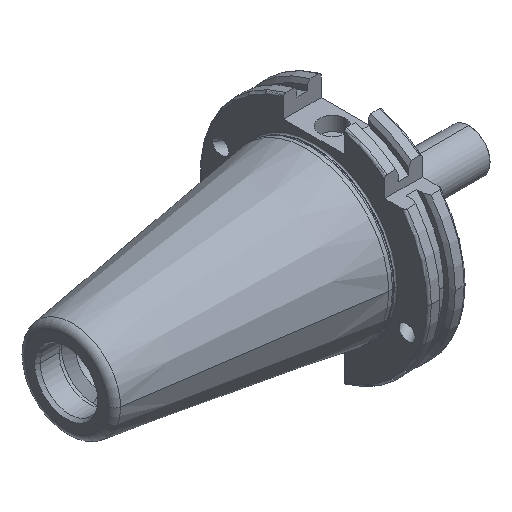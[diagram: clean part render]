
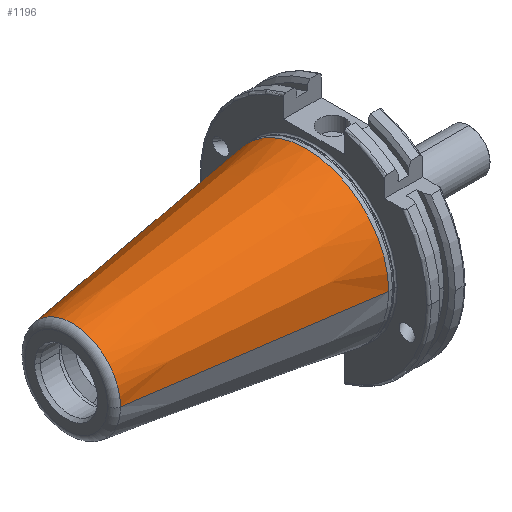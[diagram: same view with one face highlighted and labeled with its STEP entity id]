
A CAD part, isometric view. The second image highlights one B-rep face of the part: STEP entity #1196.
In plain terms, the highlighted conical face has half-angle 8.297 degrees and reference radius 34.925 mm.
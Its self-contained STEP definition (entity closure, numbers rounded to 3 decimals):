
#97 = CARTESIAN_POINT ( 'NONE',  ( 0., -34.925, 0. ) ) ;
#110 = DIRECTION ( 'NONE',  ( 0.99, -0.144, 0. ) ) ;
#437 = VERTEX_POINT ( 'NONE', #2431 ) ;
#489 = CARTESIAN_POINT ( 'NONE',  ( 0., -34.925, 0. ) ) ;
#538 = ORIENTED_EDGE ( 'NONE', *, *, #893, .F. ) ;
#590 = VECTOR ( 'NONE', #2842, 1000. ) ;
#893 = EDGE_CURVE ( 'NONE', #437, #1891, #1058, .T. ) ;
#899 = CARTESIAN_POINT ( 'NONE',  ( 0., 34.925, 0. ) ) ;
#990 = ORIENTED_EDGE ( 'NONE', *, *, #1953, .T. ) ;
#1058 = LINE ( 'NONE', #1132, #590 ) ;
#1132 = CARTESIAN_POINT ( 'NONE',  ( 0., 34.925, 0. ) ) ;
#1179 = CONICAL_SURFACE ( 'NONE', #1241, 34.925, 0.145 ) ;
#1196 = ADVANCED_FACE ( 'NONE', ( #2798 ), #1179, .T. ) ;
#1241 = AXIS2_PLACEMENT_3D ( 'NONE', #1473, #3275, #2012 ) ;
#1391 = AXIS2_PLACEMENT_3D ( 'NONE', #1518, #3297, #2052 ) ;
#1467 = VERTEX_POINT ( 'NONE', #1764 ) ;
#1473 = CARTESIAN_POINT ( 'NONE',  ( 0., 0., 0. ) ) ;
#1518 = CARTESIAN_POINT ( 'NONE',  ( -99.183, 0., 0. ) ) ;
#1764 = CARTESIAN_POINT ( 'NONE',  ( -99.183, -20.461, 0. ) ) ;
#1891 = VERTEX_POINT ( 'NONE', #899 ) ;
#1953 = EDGE_CURVE ( 'NONE', #2226, #1891, #3265, .T. ) ;
#2012 = DIRECTION ( 'NONE',  ( 0., 1., 0. ) ) ;
#2052 = DIRECTION ( 'NONE',  ( 0., -1., 0. ) ) ;
#2076 = EDGE_CURVE ( 'NONE', #1467, #437, #3656, .T. ) ;
#2114 = EDGE_LOOP ( 'NONE', ( #3801, #2589, #990, #538 ) ) ;
#2226 = VERTEX_POINT ( 'NONE', #489 ) ;
#2271 = VECTOR ( 'NONE', #110, 1000. ) ;
#2431 = CARTESIAN_POINT ( 'NONE',  ( -99.183, 20.461, 0. ) ) ;
#2464 = LINE ( 'NONE', #97, #2271 ) ;
#2490 = DIRECTION ( 'NONE',  ( -1., 0., 0. ) ) ;
#2589 = ORIENTED_EDGE ( 'NONE', *, *, #3442, .T. ) ;
#2798 = FACE_OUTER_BOUND ( 'NONE', #2114, .T. ) ;
#2842 = DIRECTION ( 'NONE',  ( 0.99, 0.144, 0. ) ) ;
#3216 = DIRECTION ( 'NONE',  ( 0., -1., 0. ) ) ;
#3265 = CIRCLE ( 'NONE', #3321, 34.925 ) ;
#3275 = DIRECTION ( 'NONE',  ( 1., 0., 0. ) ) ;
#3297 = DIRECTION ( 'NONE',  ( -1., 0., 0. ) ) ;
#3321 = AXIS2_PLACEMENT_3D ( 'NONE', #3413, #2490, #3216 ) ;
#3413 = CARTESIAN_POINT ( 'NONE',  ( 0., 0., 0. ) ) ;
#3442 = EDGE_CURVE ( 'NONE', #1467, #2226, #2464, .T. ) ;
#3656 = CIRCLE ( 'NONE', #1391, 20.461 ) ;
#3801 = ORIENTED_EDGE ( 'NONE', *, *, #2076, .F. ) ;
